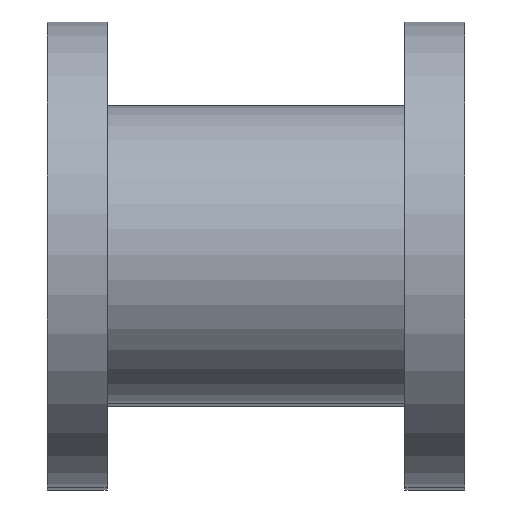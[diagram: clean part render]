
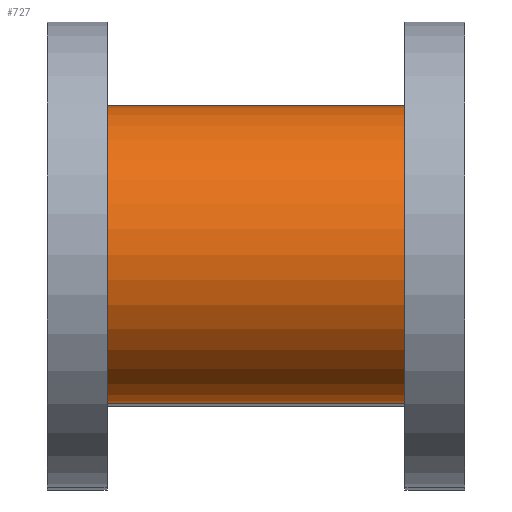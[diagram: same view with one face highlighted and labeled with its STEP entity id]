
A CAD part, left-side view. The second image highlights one B-rep face of the part: STEP entity #727.
In plain terms, the highlighted cylindrical face has radius 3.962 mm (diameter 7.925 mm), a partial arc.
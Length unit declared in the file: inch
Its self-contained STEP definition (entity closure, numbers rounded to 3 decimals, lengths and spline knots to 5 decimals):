
#10 = AXIS2_PLACEMENT_3D ( 'NONE', #595, #35, #590 ) ;
#14 = ORIENTED_EDGE ( 'NONE', *, *, #625, .T. ) ;
#35 = DIRECTION ( 'NONE',  ( 0., 1., 0. ) ) ;
#63 = VERTEX_POINT ( 'NONE', #331 ) ;
#108 = CARTESIAN_POINT ( 'NONE',  ( -0.25, 0.3745, 0.00154 ) ) ;
#124 = VERTEX_POINT ( 'NONE', #754 ) ;
#138 = EDGE_LOOP ( 'NONE', ( #325, #517, #14, #610 ) ) ;
#202 = VECTOR ( 'NONE', #708, 39.37008 ) ;
#252 = EDGE_CURVE ( 'NONE', #558, #124, #608, .T. ) ;
#259 = DIRECTION ( 'NONE',  ( 0., 0., 1. ) ) ;
#325 = ORIENTED_EDGE ( 'NONE', *, *, #636, .F. ) ;
#331 = CARTESIAN_POINT ( 'NONE',  ( -0.25, 0.0625, 0.15754 ) ) ;
#431 = CYLINDRICAL_SURFACE ( 'NONE', #711, 0.156 ) ;
#463 = VECTOR ( 'NONE', #782, 39.37008 ) ;
#483 = VERTEX_POINT ( 'NONE', #957 ) ;
#517 = ORIENTED_EDGE ( 'NONE', *, *, #252, .F. ) ;
#527 = CARTESIAN_POINT ( 'NONE',  ( -0.25, 0.3745, -0.15446 ) ) ;
#541 = LINE ( 'NONE', #774, #463 ) ;
#558 = VERTEX_POINT ( 'NONE', #527 ) ;
#585 = DIRECTION ( 'NONE',  ( 0., -1., 0. ) ) ;
#590 = DIRECTION ( 'NONE',  ( 0., 0., 1. ) ) ;
#595 = CARTESIAN_POINT ( 'NONE',  ( -0.25, 0.0625, 0.00154 ) ) ;
#608 = CIRCLE ( 'NONE', #947, 0.156 ) ;
#609 = LINE ( 'NONE', #704, #202 ) ;
#610 = ORIENTED_EDGE ( 'NONE', *, *, #757, .T. ) ;
#625 = EDGE_CURVE ( 'NONE', #558, #483, #541, .T. ) ;
#636 = EDGE_CURVE ( 'NONE', #124, #63, #609, .T. ) ;
#664 = FACE_OUTER_BOUND ( 'NONE', #138, .T. ) ;
#704 = CARTESIAN_POINT ( 'NONE',  ( -0.25, 0.3745, 0.15754 ) ) ;
#708 = DIRECTION ( 'NONE',  ( 0., -1., 0. ) ) ;
#711 = AXIS2_PLACEMENT_3D ( 'NONE', #932, #585, #752 ) ;
#727 = ADVANCED_FACE ( 'NONE', ( #664 ), #431, .T. ) ;
#737 = CIRCLE ( 'NONE', #10, 0.156 ) ;
#752 = DIRECTION ( 'NONE',  ( 0., 0., -1. ) ) ;
#754 = CARTESIAN_POINT ( 'NONE',  ( -0.25, 0.3745, 0.15754 ) ) ;
#757 = EDGE_CURVE ( 'NONE', #483, #63, #737, .T. ) ;
#774 = CARTESIAN_POINT ( 'NONE',  ( -0.25, 0.3745, -0.15446 ) ) ;
#782 = DIRECTION ( 'NONE',  ( 0., -1., 0. ) ) ;
#843 = DIRECTION ( 'NONE',  ( 0., 1., 0. ) ) ;
#932 = CARTESIAN_POINT ( 'NONE',  ( -0.25, 0.3745, 0.00154 ) ) ;
#947 = AXIS2_PLACEMENT_3D ( 'NONE', #108, #843, #259 ) ;
#957 = CARTESIAN_POINT ( 'NONE',  ( -0.25, 0.0625, -0.15446 ) ) ;
